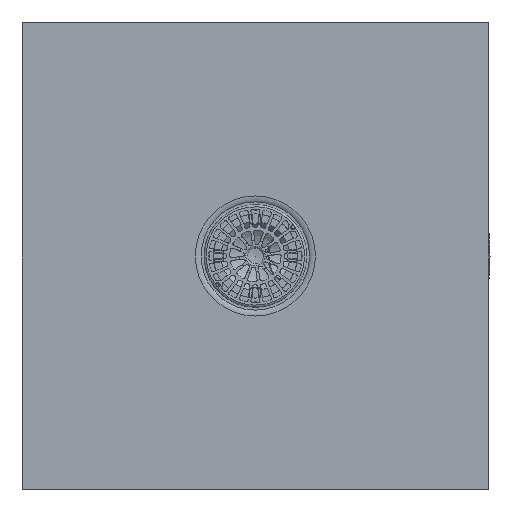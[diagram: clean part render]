
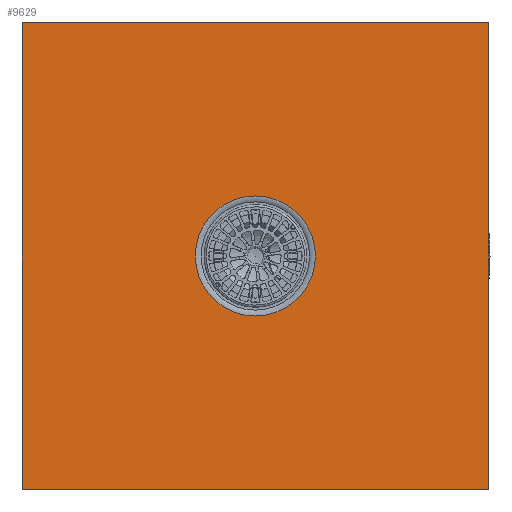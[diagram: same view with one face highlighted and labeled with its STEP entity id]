
A CAD part, top view. The second image highlights one B-rep face of the part: STEP entity #9629.
In plain terms, the highlighted planar face has unit normal (0, 0, 1).
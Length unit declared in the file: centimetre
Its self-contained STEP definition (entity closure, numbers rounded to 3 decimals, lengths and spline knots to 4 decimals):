
#373=FACE_BOUND('',#2800,.T.);
#466=PLANE('',#10338);
#926=LINE('',#15340,#1545);
#930=LINE('',#15347,#1549);
#933=LINE('',#15353,#1552);
#934=LINE('',#15355,#1553);
#1545=VECTOR('',#11805,1.);
#1549=VECTOR('',#11811,1.);
#1552=VECTOR('',#11816,1.);
#1553=VECTOR('',#11819,1.);
#2253=FACE_OUTER_BOUND('',#2799,.T.);
#2799=EDGE_LOOP('',(#6976,#6977,#6978,#6979));
#2800=EDGE_LOOP('',(#6980));
#3459=CIRCLE('',#10308,64.3137);
#4077=VERTEX_POINT('',#15291);
#4092=VERTEX_POINT('',#15337);
#4093=VERTEX_POINT('',#15339);
#4095=VERTEX_POINT('',#15345);
#4097=VERTEX_POINT('',#15351);
#5168=EDGE_CURVE('',#4077,#4077,#3459,.T.);
#5191=EDGE_CURVE('',#4092,#4093,#926,.T.);
#5195=EDGE_CURVE('',#4095,#4092,#930,.T.);
#5198=EDGE_CURVE('',#4097,#4095,#933,.T.);
#5199=EDGE_CURVE('',#4093,#4097,#934,.T.);
#6976=ORIENTED_EDGE('',*,*,#5191,.F.);
#6977=ORIENTED_EDGE('',*,*,#5195,.F.);
#6978=ORIENTED_EDGE('',*,*,#5198,.F.);
#6979=ORIENTED_EDGE('',*,*,#5199,.F.);
#6980=ORIENTED_EDGE('',*,*,#5168,.T.);
#9629=ADVANCED_FACE('',(#2253,#373),#466,.F.);
#10308=AXIS2_PLACEMENT_3D('',#15292,#11745,#11746);
#10338=AXIS2_PLACEMENT_3D('',#15354,#11817,#11818);
#11745=DIRECTION('center_axis',(0.,0.,-1.));
#11746=DIRECTION('ref_axis',(1.,0.,0.));
#11805=DIRECTION('',(0.,-1.,0.));
#11811=DIRECTION('',(1.,0.,0.));
#11816=DIRECTION('',(0.,1.,0.));
#11817=DIRECTION('center_axis',(0.,0.,-1.));
#11818=DIRECTION('ref_axis',(-1.,0.,0.));
#11819=DIRECTION('',(-1.,0.,0.));
#15291=CARTESIAN_POINT('',(2533.3617,840.6583,70.3595));
#15292=CARTESIAN_POINT('Origin',(2533.3617,904.972,70.3595));
#15337=CARTESIAN_POINT('',(2783.3617,1154.972,70.3595));
#15339=CARTESIAN_POINT('',(2783.3617,654.972,70.3595));
#15340=CARTESIAN_POINT('',(2783.3617,904.972,70.3595));
#15345=CARTESIAN_POINT('',(2283.3617,1154.972,70.3595));
#15347=CARTESIAN_POINT('',(2533.3617,1154.972,70.3595));
#15351=CARTESIAN_POINT('',(2283.3617,654.972,70.3595));
#15353=CARTESIAN_POINT('',(2283.3617,904.972,70.3595));
#15354=CARTESIAN_POINT('Origin',(2533.3617,904.972,70.3595));
#15355=CARTESIAN_POINT('',(2533.3617,654.972,70.3595));
